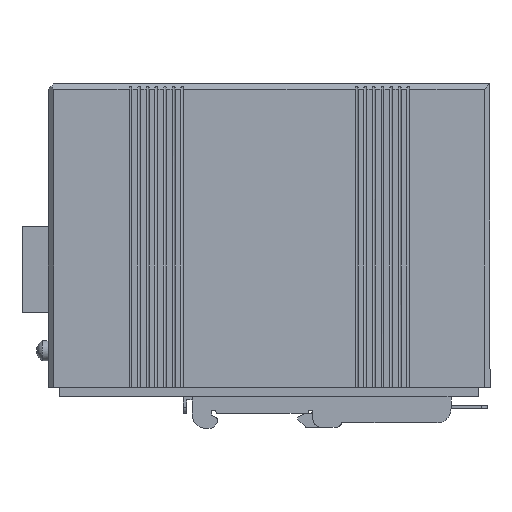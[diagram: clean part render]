
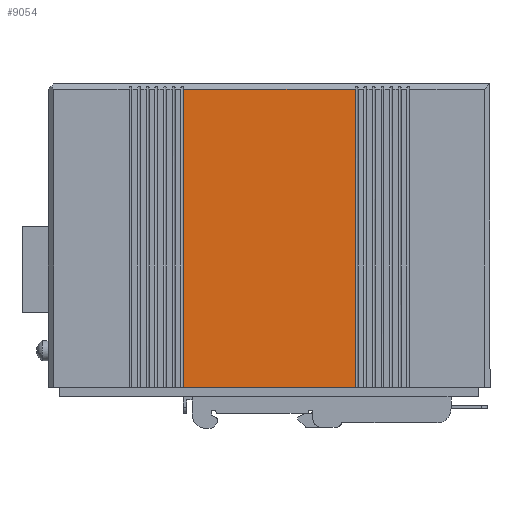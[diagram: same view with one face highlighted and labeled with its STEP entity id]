
A CAD part, left-side view. The second image highlights one B-rep face of the part: STEP entity #9054.
In plain terms, the highlighted planar face has unit normal (-1, 0, 0).
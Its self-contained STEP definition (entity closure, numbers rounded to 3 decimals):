
#6618=AXIS2_PLACEMENT_3D('Plane Axis2P3D',#6615,#6616,#6617) ;
#1388=CARTESIAN_POINT('Vertex',(0.,46.85,14.25)) ;
#1391=CARTESIAN_POINT('Line Origine',(0.,76.65,14.25)) ;
#1395=CARTESIAN_POINT('Vertex',(0.,106.45,14.25)) ;
#6080=CARTESIAN_POINT('Vertex',(0.,106.45,117.8)) ;
#6083=CARTESIAN_POINT('Line Origine',(0.,76.65,117.8)) ;
#6087=CARTESIAN_POINT('Vertex',(0.,46.85,117.8)) ;
#6615=CARTESIAN_POINT('Axis2P3D Location',(0.,76.8,67.025)) ;
#9030=CARTESIAN_POINT('Line Origine',(0.,106.45,66.025)) ;
#9043=CARTESIAN_POINT('Line Origine',(0.,46.85,66.025)) ;
#1392=DIRECTION('Vector Direction',(0.,1.,0.)) ;
#6084=DIRECTION('Vector Direction',(0.,-1.,0.)) ;
#6616=DIRECTION('Axis2P3D Direction',(1.,0.,0.)) ;
#6617=DIRECTION('Axis2P3D XDirection',(0.,0.,-1.)) ;
#9031=DIRECTION('Vector Direction',(0.,0.,1.)) ;
#9044=DIRECTION('Vector Direction',(0.,0.,1.)) ;
#1393=VECTOR('Line Direction',#1392,1.) ;
#6085=VECTOR('Line Direction',#6084,1.) ;
#9032=VECTOR('Line Direction',#9031,1.) ;
#9045=VECTOR('Line Direction',#9044,1.) ;
#9049=ORIENTED_EDGE('',*,*,#6089,.F.) ;
#9050=ORIENTED_EDGE('',*,*,#9034,.F.) ;
#9051=ORIENTED_EDGE('',*,*,#1397,.F.) ;
#9052=ORIENTED_EDGE('',*,*,#9047,.T.) ;
#9054=ADVANCED_FACE('SWITCH',(#9053),#6619,.F.) ;
#1397=EDGE_CURVE('',#1389,#1396,#1394,.T.) ;
#6089=EDGE_CURVE('',#6081,#6088,#6086,.T.) ;
#9034=EDGE_CURVE('',#1396,#6081,#9033,.T.) ;
#9047=EDGE_CURVE('',#1389,#6088,#9046,.T.) ;
#9048=EDGE_LOOP('',(#9049,#9050,#9051,#9052)) ;
#9053=FACE_OUTER_BOUND('',#9048,.T.) ;
#1394=LINE('Line',#1391,#1393) ;
#6086=LINE('Line',#6083,#6085) ;
#9033=LINE('Line',#9030,#9032) ;
#9046=LINE('Line',#9043,#9045) ;
#6619=PLANE('',#6618) ;
#1389=VERTEX_POINT('',#1388) ;
#1396=VERTEX_POINT('',#1395) ;
#6081=VERTEX_POINT('',#6080) ;
#6088=VERTEX_POINT('',#6087) ;
